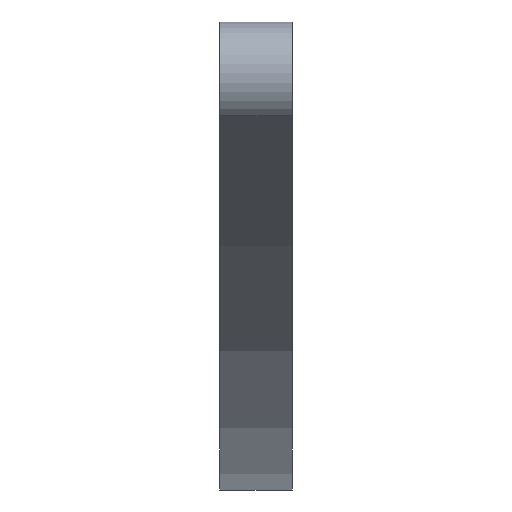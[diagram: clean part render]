
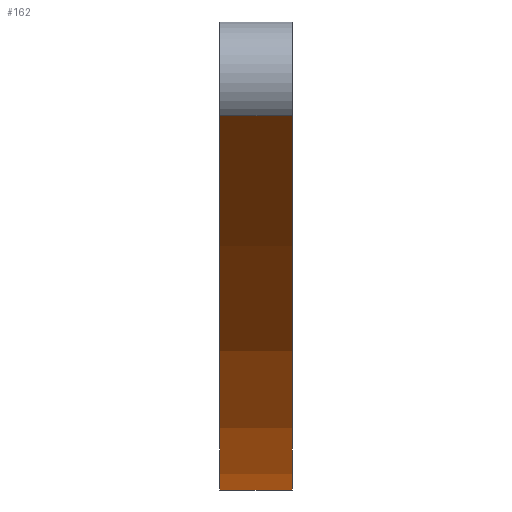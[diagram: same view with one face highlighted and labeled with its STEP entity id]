
A CAD part, left-side view. The second image highlights one B-rep face of the part: STEP entity #162.
In plain terms, the highlighted cylindrical face has radius 76 mm (diameter 152 mm), a partial arc.
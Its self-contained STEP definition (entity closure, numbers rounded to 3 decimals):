
#5 = CARTESIAN_POINT ( 'NONE',  ( 0., 4., 53.188 ) ) ;
#11 = DIRECTION ( 'NONE',  ( 0., 0., 1. ) ) ;
#44 = ORIENTED_EDGE ( 'NONE', *, *, #247, .T. ) ;
#46 = VECTOR ( 'NONE', #210, 1000. ) ;
#97 = DIRECTION ( 'NONE',  ( 0., 1., 0. ) ) ;
#102 = DIRECTION ( 'NONE',  ( 0., 1., 0. ) ) ;
#105 = CARTESIAN_POINT ( 'NONE',  ( 0., 4., -22.812 ) ) ;
#107 = CARTESIAN_POINT ( 'NONE',  ( 0., 4., 53.188 ) ) ;
#108 = CARTESIAN_POINT ( 'NONE',  ( -52.055, 0., -2.186 ) ) ;
#114 = EDGE_LOOP ( 'NONE', ( #217, #44, #397, #246 ) ) ;
#125 = CARTESIAN_POINT ( 'NONE',  ( -52.055, 4., -2.186 ) ) ;
#137 = CIRCLE ( 'NONE', #286, 76. ) ;
#141 = CARTESIAN_POINT ( 'NONE',  ( 0., 0., -22.812 ) ) ;
#158 = VERTEX_POINT ( 'NONE', #108 ) ;
#162 = ADVANCED_FACE ( 'NONE', ( #370 ), #416, .T. ) ;
#168 = CARTESIAN_POINT ( 'NONE',  ( -52.055, 4., -2.186 ) ) ;
#181 = VERTEX_POINT ( 'NONE', #141 ) ;
#187 = EDGE_CURVE ( 'NONE', #402, #211, #302, .T. ) ;
#192 = CARTESIAN_POINT ( 'NONE',  ( 0., 4., -22.812 ) ) ;
#206 = DIRECTION ( 'NONE',  ( 0., -1., 0. ) ) ;
#210 = DIRECTION ( 'NONE',  ( 0., -1., 0. ) ) ;
#211 = VERTEX_POINT ( 'NONE', #168 ) ;
#217 = ORIENTED_EDGE ( 'NONE', *, *, #187, .F. ) ;
#226 = LINE ( 'NONE', #125, #350 ) ;
#246 = ORIENTED_EDGE ( 'NONE', *, *, #311, .F. ) ;
#247 = EDGE_CURVE ( 'NONE', #402, #181, #420, .T. ) ;
#268 = DIRECTION ( 'NONE',  ( 0., 0., -1. ) ) ;
#286 = AXIS2_PLACEMENT_3D ( 'NONE', #422, #97, #368 ) ;
#302 = CIRCLE ( 'NONE', #413, 76. ) ;
#311 = EDGE_CURVE ( 'NONE', #211, #158, #226, .T. ) ;
#323 = AXIS2_PLACEMENT_3D ( 'NONE', #107, #206, #268 ) ;
#330 = DIRECTION ( 'NONE',  ( 0., -1., 0. ) ) ;
#350 = VECTOR ( 'NONE', #330, 1000. ) ;
#368 = DIRECTION ( 'NONE',  ( 0., 0., 1. ) ) ;
#370 = FACE_OUTER_BOUND ( 'NONE', #114, .T. ) ;
#392 = EDGE_CURVE ( 'NONE', #181, #158, #137, .T. ) ;
#397 = ORIENTED_EDGE ( 'NONE', *, *, #392, .T. ) ;
#402 = VERTEX_POINT ( 'NONE', #192 ) ;
#413 = AXIS2_PLACEMENT_3D ( 'NONE', #5, #102, #11 ) ;
#416 = CYLINDRICAL_SURFACE ( 'NONE', #323, 76. ) ;
#420 = LINE ( 'NONE', #105, #46 ) ;
#422 = CARTESIAN_POINT ( 'NONE',  ( 0., 0., 53.188 ) ) ;
